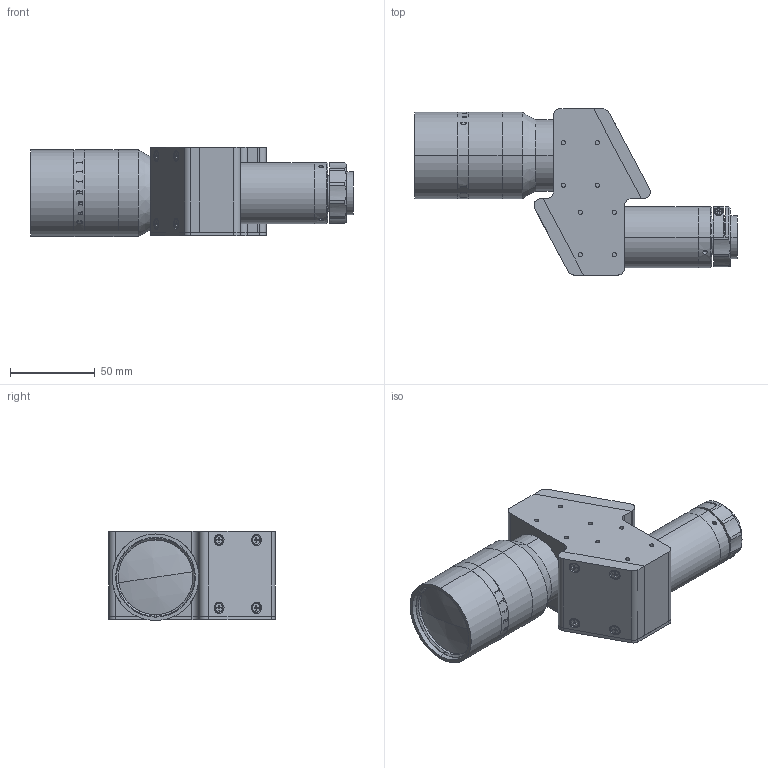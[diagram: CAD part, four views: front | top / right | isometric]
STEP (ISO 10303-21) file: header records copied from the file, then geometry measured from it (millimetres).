
FILE_DESCRIPTION (( 'STEP AP203' ), '1' );
FILE_NAME ('XF-MH03X846.STEP', '2019-11-18T02:12:48', ( 'lawlynn' ), ( '' ), 'SwSTEP 2.0', 'SolidWorks 2014', '' );
FILE_SCHEMA (( 'CONFIG_CONTROL_DESIGN' ));
Length unit declared in the file: millimetre
Products named in the file (1): XF-MH03X846
Bounding box: 190.08 x 98 x 52.5 mm (x, y, z)
Surface area: 54617.9 mm2 (no closed solid volume)
Topology: 0 solids, 47 shells, 436 faces, 1880 edges, 1460 vertices
Faces by surface type: plane 218, cylinder 164, cone 45, bspline 5, sphere 2, torus 2
Entity records: 25751 total; most frequent: CARTESIAN_POINT 10653, DIRECTION 3076, ORIENTED_EDGE 2731, EDGE_CURVE 1878, VERTEX_POINT 1460, AXIS2_PLACEMENT_3D 1062, LINE 952, VECTOR 952
